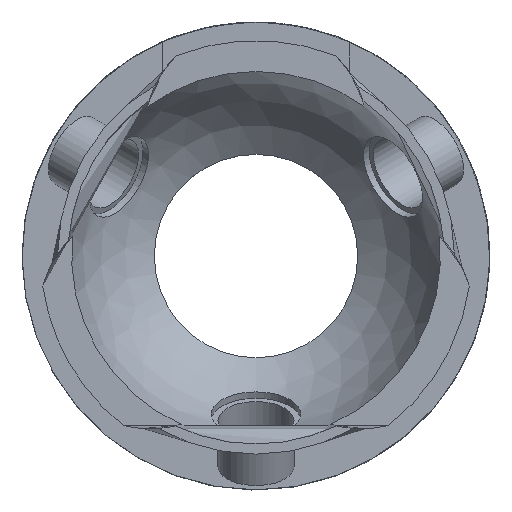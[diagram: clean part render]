
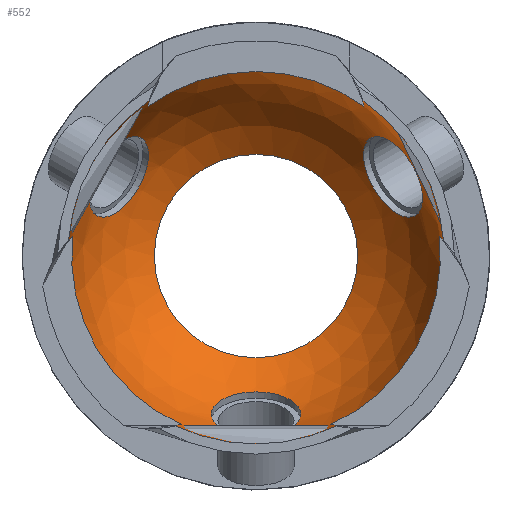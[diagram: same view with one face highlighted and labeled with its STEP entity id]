
A CAD part, top view. The second image highlights one B-rep face of the part: STEP entity #552.
In plain terms, the highlighted spherical face has radius 18.5 mm.
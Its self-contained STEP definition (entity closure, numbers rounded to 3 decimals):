
#16=SPHERICAL_SURFACE('',#626,18.5);
#17=B_SPLINE_CURVE_WITH_KNOTS('',3,(#894,#895,#896,#897),.UNSPECIFIED.,
 .F.,.F.,(4,4),(1.241,1.618),.UNSPECIFIED.);
#19=B_SPLINE_CURVE_WITH_KNOTS('',3,(#916,#917,#918,#919),.UNSPECIFIED.,
 .F.,.F.,(4,4),(1.062,1.439),.UNSPECIFIED.);
#21=B_SPLINE_CURVE_WITH_KNOTS('',3,(#931,#932,#933,#934),.UNSPECIFIED.,
 .F.,.F.,(4,4),(1.241,1.618),.UNSPECIFIED.);
#23=B_SPLINE_CURVE_WITH_KNOTS('',3,(#957,#958,#959,#960),.UNSPECIFIED.,
 .F.,.F.,(4,4),(1.062,1.439),.UNSPECIFIED.);
#25=B_SPLINE_CURVE_WITH_KNOTS('',3,(#972,#973,#974,#975),.UNSPECIFIED.,
 .F.,.F.,(4,4),(1.241,1.618),.UNSPECIFIED.);
#27=B_SPLINE_CURVE_WITH_KNOTS('',3,(#994,#995,#996,#997),.UNSPECIFIED.,
 .F.,.F.,(4,4),(1.062,1.439),.UNSPECIFIED.);
#45=FACE_BOUND('',#101,.T.);
#46=FACE_BOUND('',#102,.T.);
#47=FACE_BOUND('',#103,.T.);
#64=FACE_OUTER_BOUND('',#100,.T.);
#100=EDGE_LOOP('',(#415,#416,#417,#418,#419,#420,#421,#422,#423,#424,#425,
#426,#427,#428,#429,#430));
#101=EDGE_LOOP('',(#431));
#102=EDGE_LOOP('',(#432));
#103=EDGE_LOOP('',(#433));
#135=CIRCLE('',#601,18.126);
#141=CIRCLE('',#610,18.126);
#145=CIRCLE('',#614,18.126);
#149=CIRCLE('',#621,18.126);
#153=CIRCLE('',#627,18.5);
#154=CIRCLE('',#628,18.5);
#155=CIRCLE('',#629,18.5);
#156=CIRCLE('',#630,10.);
#157=CIRCLE('',#631,18.5);
#158=CIRCLE('',#632,4.4);
#159=CIRCLE('',#633,4.4);
#160=CIRCLE('',#634,4.4);
#233=VERTEX_POINT('',#892);
#234=VERTEX_POINT('',#893);
#237=VERTEX_POINT('',#909);
#239=VERTEX_POINT('',#915);
#241=VERTEX_POINT('',#929);
#242=VERTEX_POINT('',#930);
#245=VERTEX_POINT('',#946);
#246=VERTEX_POINT('',#947);
#249=VERTEX_POINT('',#956);
#251=VERTEX_POINT('',#970);
#252=VERTEX_POINT('',#971);
#255=VERTEX_POINT('',#987);
#257=VERTEX_POINT('',#993);
#259=VERTEX_POINT('',#1009);
#260=VERTEX_POINT('',#1013);
#261=VERTEX_POINT('',#1015);
#262=VERTEX_POINT('',#1017);
#290=EDGE_CURVE('',#233,#234,#17,.T.);
#294=EDGE_CURVE('',#237,#233,#135,.T.);
#297=EDGE_CURVE('',#239,#237,#19,.T.);
#300=EDGE_CURVE('',#241,#242,#21,.T.);
#304=EDGE_CURVE('',#245,#246,#141,.T.);
#308=EDGE_CURVE('',#246,#241,#145,.T.);
#309=EDGE_CURVE('',#249,#245,#23,.T.);
#312=EDGE_CURVE('',#251,#252,#25,.T.);
#316=EDGE_CURVE('',#255,#251,#149,.T.);
#319=EDGE_CURVE('',#257,#255,#27,.T.);
#322=EDGE_CURVE('',#234,#257,#153,.T.);
#323=EDGE_CURVE('',#252,#249,#154,.T.);
#324=EDGE_CURVE('',#246,#259,#155,.T.);
#325=EDGE_CURVE('',#259,#259,#156,.T.);
#326=EDGE_CURVE('',#242,#239,#157,.T.);
#327=EDGE_CURVE('',#260,#260,#158,.T.);
#328=EDGE_CURVE('',#261,#261,#159,.T.);
#329=EDGE_CURVE('',#262,#262,#160,.T.);
#415=ORIENTED_EDGE('',*,*,#297,.T.);
#416=ORIENTED_EDGE('',*,*,#294,.T.);
#417=ORIENTED_EDGE('',*,*,#290,.T.);
#418=ORIENTED_EDGE('',*,*,#322,.T.);
#419=ORIENTED_EDGE('',*,*,#319,.T.);
#420=ORIENTED_EDGE('',*,*,#316,.T.);
#421=ORIENTED_EDGE('',*,*,#312,.T.);
#422=ORIENTED_EDGE('',*,*,#323,.T.);
#423=ORIENTED_EDGE('',*,*,#309,.T.);
#424=ORIENTED_EDGE('',*,*,#304,.T.);
#425=ORIENTED_EDGE('',*,*,#324,.T.);
#426=ORIENTED_EDGE('',*,*,#325,.T.);
#427=ORIENTED_EDGE('',*,*,#324,.F.);
#428=ORIENTED_EDGE('',*,*,#308,.T.);
#429=ORIENTED_EDGE('',*,*,#300,.T.);
#430=ORIENTED_EDGE('',*,*,#326,.T.);
#431=ORIENTED_EDGE('',*,*,#327,.T.);
#432=ORIENTED_EDGE('',*,*,#328,.T.);
#433=ORIENTED_EDGE('',*,*,#329,.T.);
#552=ADVANCED_FACE('',(#64,#45,#46,#47),#16,.F.);
#601=AXIS2_PLACEMENT_3D('',#910,#708,#709);
#610=AXIS2_PLACEMENT_3D('',#948,#726,#727);
#614=AXIS2_PLACEMENT_3D('',#954,#734,#735);
#621=AXIS2_PLACEMENT_3D('',#988,#748,#749);
#626=AXIS2_PLACEMENT_3D('',#1006,#758,#759);
#627=AXIS2_PLACEMENT_3D('',#1007,#760,#761);
#628=AXIS2_PLACEMENT_3D('',#1008,#762,#763);
#629=AXIS2_PLACEMENT_3D('',#1010,#764,#765);
#630=AXIS2_PLACEMENT_3D('',#1011,#766,#767);
#631=AXIS2_PLACEMENT_3D('',#1012,#768,#769);
#632=AXIS2_PLACEMENT_3D('',#1014,#770,#771);
#633=AXIS2_PLACEMENT_3D('',#1016,#772,#773);
#634=AXIS2_PLACEMENT_3D('',#1018,#774,#775);
#708=DIRECTION('center_axis',(0.,0.,1.));
#709=DIRECTION('ref_axis',(0.,-1.,0.));
#726=DIRECTION('center_axis',(0.,0.,1.));
#727=DIRECTION('ref_axis',(0.,-1.,0.));
#734=DIRECTION('center_axis',(0.,0.,1.));
#735=DIRECTION('ref_axis',(0.,-1.,0.));
#748=DIRECTION('center_axis',(0.,0.,1.));
#749=DIRECTION('ref_axis',(0.,-1.,0.));
#758=DIRECTION('center_axis',(0.,0.,1.));
#759=DIRECTION('ref_axis',(0.866,0.5,0.));
#760=DIRECTION('center_axis',(0.,0.,1.));
#761=DIRECTION('ref_axis',(0.5,-0.866,0.));
#762=DIRECTION('center_axis',(0.,0.,1.));
#763=DIRECTION('ref_axis',(0.5,-0.866,0.));
#764=DIRECTION('center_axis',(0.5,-0.866,0.));
#765=DIRECTION('ref_axis',(-0.866,-0.5,0.));
#766=DIRECTION('center_axis',(0.,0.,-1.));
#767=DIRECTION('ref_axis',(0.866,0.5,0.));
#768=DIRECTION('center_axis',(0.,0.,1.));
#769=DIRECTION('ref_axis',(0.5,-0.866,0.));
#770=DIRECTION('center_axis',(-0.75,0.433,-0.5));
#771=DIRECTION('ref_axis',(-0.433,0.25,0.866));
#772=DIRECTION('center_axis',(0.,-0.866,-0.5));
#773=DIRECTION('ref_axis',(0.,-0.5,0.866));
#774=DIRECTION('center_axis',(0.75,0.433,-0.5));
#775=DIRECTION('ref_axis',(0.433,0.25,0.866));
#892=CARTESIAN_POINT('',(38.975,56.404,15.));
#893=CARTESIAN_POINT('',(39.39,55.982,18.7));
#894=CARTESIAN_POINT('Ctrl Pts',(38.975,56.404,15.));
#895=CARTESIAN_POINT('Ctrl Pts',(39.25,56.14,16.201));
#896=CARTESIAN_POINT('Ctrl Pts',(39.39,55.982,17.443));
#897=CARTESIAN_POINT('Ctrl Pts',(39.39,55.982,18.7));
#909=CARTESIAN_POINT('',(28.299,37.912,15.));
#910=CARTESIAN_POINT('Origin',(20.951,54.483,15.));
#915=CARTESIAN_POINT('',(28.872,37.764,18.7));
#916=CARTESIAN_POINT('Ctrl Pts',(28.872,37.764,18.7));
#917=CARTESIAN_POINT('Ctrl Pts',(28.872,37.764,17.443));
#918=CARTESIAN_POINT('Ctrl Pts',(28.665,37.807,16.201));
#919=CARTESIAN_POINT('Ctrl Pts',(28.299,37.912,15.));
#929=CARTESIAN_POINT('',(13.604,37.912,15.));
#930=CARTESIAN_POINT('',(13.031,37.764,18.7));
#931=CARTESIAN_POINT('Ctrl Pts',(13.604,37.912,15.));
#932=CARTESIAN_POINT('Ctrl Pts',(13.237,37.807,16.201));
#933=CARTESIAN_POINT('Ctrl Pts',(13.031,37.764,17.443));
#934=CARTESIAN_POINT('Ctrl Pts',(13.031,37.764,18.7));
#946=CARTESIAN_POINT('',(2.927,56.404,15.));
#947=CARTESIAN_POINT('',(5.253,45.419,15.));
#948=CARTESIAN_POINT('Origin',(20.951,54.483,15.));
#954=CARTESIAN_POINT('Origin',(20.951,54.483,15.));
#956=CARTESIAN_POINT('',(2.512,55.982,18.7));
#957=CARTESIAN_POINT('Ctrl Pts',(2.512,55.982,18.7));
#958=CARTESIAN_POINT('Ctrl Pts',(2.512,55.982,17.443));
#959=CARTESIAN_POINT('Ctrl Pts',(2.653,56.14,16.201));
#960=CARTESIAN_POINT('Ctrl Pts',(2.927,56.404,15.));
#970=CARTESIAN_POINT('',(10.275,69.131,15.));
#971=CARTESIAN_POINT('',(10.433,69.701,18.7));
#972=CARTESIAN_POINT('Ctrl Pts',(10.275,69.131,15.));
#973=CARTESIAN_POINT('Ctrl Pts',(10.367,69.501,16.201));
#974=CARTESIAN_POINT('Ctrl Pts',(10.433,69.701,17.443));
#975=CARTESIAN_POINT('Ctrl Pts',(10.433,69.701,18.7));
#987=CARTESIAN_POINT('',(31.628,69.131,15.));
#988=CARTESIAN_POINT('Origin',(20.951,54.483,15.));
#993=CARTESIAN_POINT('',(31.47,69.701,18.7));
#994=CARTESIAN_POINT('Ctrl Pts',(31.47,69.701,18.7));
#995=CARTESIAN_POINT('Ctrl Pts',(31.47,69.701,17.443));
#996=CARTESIAN_POINT('Ctrl Pts',(31.536,69.501,16.201));
#997=CARTESIAN_POINT('Ctrl Pts',(31.628,69.131,15.));
#1006=CARTESIAN_POINT('Origin',(20.951,54.483,18.7));
#1007=CARTESIAN_POINT('Origin',(20.951,54.483,18.7));
#1008=CARTESIAN_POINT('Origin',(20.951,54.483,18.7));
#1009=CARTESIAN_POINT('',(12.291,49.483,3.136));
#1010=CARTESIAN_POINT('Origin',(20.951,54.483,18.7));
#1011=CARTESIAN_POINT('Origin',(20.951,54.483,3.136));
#1012=CARTESIAN_POINT('Origin',(20.951,54.483,18.7));
#1013=CARTESIAN_POINT('',(9.38,61.163,5.905));
#1014=CARTESIAN_POINT('Origin',(7.474,62.263,9.715));
#1015=CARTESIAN_POINT('',(20.951,41.121,5.905));
#1016=CARTESIAN_POINT('Origin',(20.951,38.921,9.715));
#1017=CARTESIAN_POINT('',(32.523,61.163,5.905));
#1018=CARTESIAN_POINT('Origin',(34.428,62.263,9.715));
